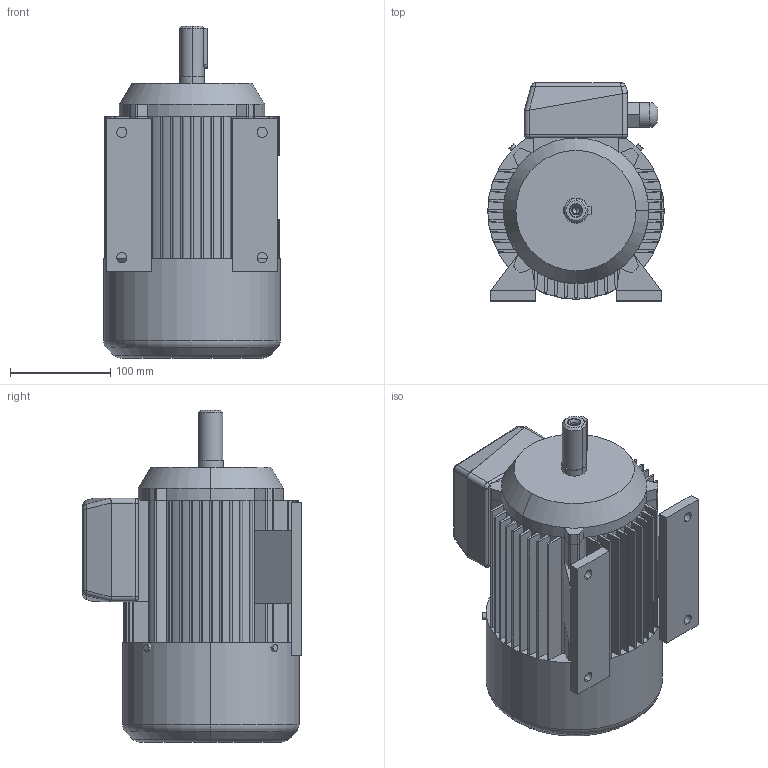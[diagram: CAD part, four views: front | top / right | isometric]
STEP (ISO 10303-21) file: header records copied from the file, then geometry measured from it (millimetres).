
FILE_DESCRIPTION (( 'STEP AP203' ), '1' );
FILE_NAME ('Sh 90L-B3.STEP', '2010-01-08T13:21:50', ( 'INDUKTA' ), ( 'CANTONI MOTOR' ), 'SwSTEP 2.0', 'SolidWorks 2003064', '' );
FILE_SCHEMA (( 'CONFIG_CONTROL_DESIGN' ));
Length unit declared in the file: millimetre
Products named in the file (1): Sh 90L-B3
Bounding box: 176 x 217.5 x 331 mm (x, y, z)
Volume: 6375670.2 mm3; surface area: 485573.2 mm2
Topology: 13 solids, 13 shells, 494 faces, 1311 edges, 848 vertices
Faces by surface type: plane 250, cylinder 174, bspline 42, cone 14, torus 10, sphere 4
Entity records: 18238 total; most frequent: CARTESIAN_POINT 5895, ORIENTED_EDGE 2610, DIRECTION 2502, EDGE_CURVE 1305, VERTEX_POINT 848, AXIS2_PLACEMENT_3D 839, LINE 824, VECTOR 824
